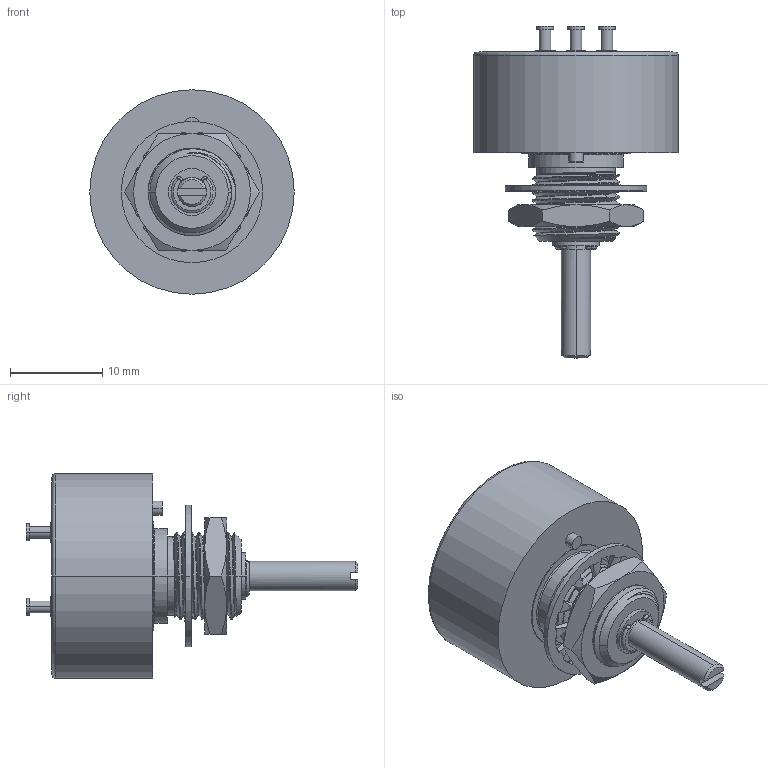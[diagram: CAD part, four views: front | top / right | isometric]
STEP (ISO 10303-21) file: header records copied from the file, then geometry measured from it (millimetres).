
FILE_DESCRIPTION((''),'2;1');
FILE_NAME('6180-27_SW0002','2013-07-18T',('bmozley'),(''),'PRO/ENGINEER BY PARAMETRIC TECHNOLOGY CORPORATION, 2013150','PRO/ENGINEER BY PARAMETRIC TECHNOLOGY CORPORATION, 2013150','');
FILE_SCHEMA(('CONFIG_CONTROL_DESIGN'));
Length unit declared in the file: inch
Products named in the file (1): 6180-27_SW0002
Bounding box: 22.23 x 36.07 x 22.23 mm (x, y, z)
Volume: 5105.9 mm3; surface area: 3014.7 mm2
Topology: 1 solids, 2 shells, 306 faces, 905 edges, 584 vertices
Faces by surface type: cylinder 133, plane 89, bspline 59, cone 18, torus 7
Entity records: 20731 total; most frequent: CARTESIAN_POINT 12961, ORIENTED_EDGE 1810, DIRECTION 1366, EDGE_CURVE 905, VERTEX_POINT 584, AXIS2_PLACEMENT_3D 500, VECTOR 366, LINE 366
